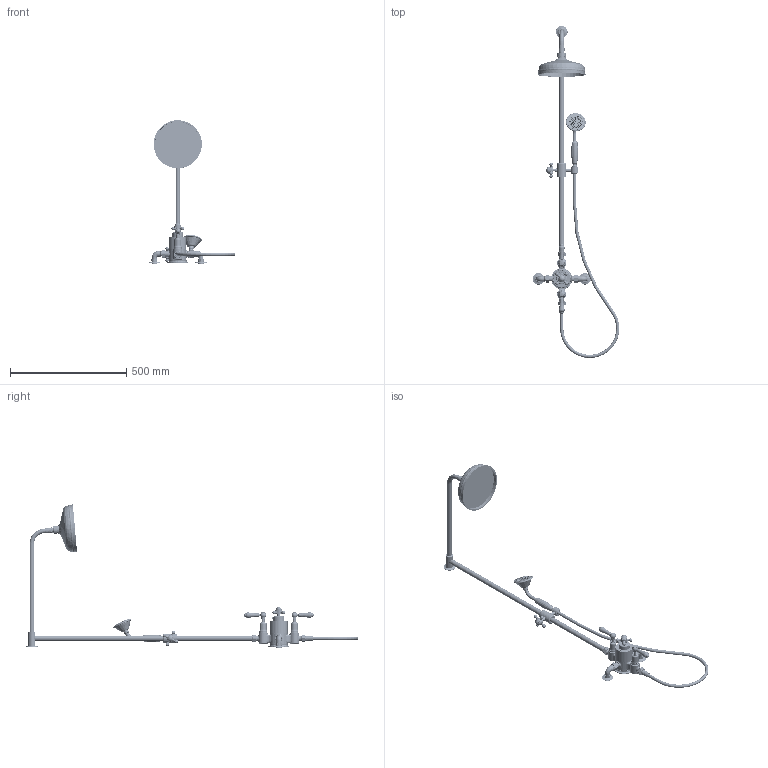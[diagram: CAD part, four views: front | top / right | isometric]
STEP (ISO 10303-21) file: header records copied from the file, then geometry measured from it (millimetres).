
FILE_DESCRIPTION (( 'STEP AP214' ), '1' );
FILE_NAME ('SD190-7003.STP', '2023-08-26T03:09:21', ( 'Windows User' ), ( 'P R C' ), 'SwSTEP 2.0', 'SolidWorks 2023', '' );
FILE_SCHEMA (( 'AUTOMOTIVE_DESIGN' ));
Length unit declared in the file: millimetre
Products named in the file (63): 紫铜圈; 六角帽; 固定套; SD10122160326快开阀芯; 陶瓷2; 十字手轮3; 橡胶垫片; 墙罩1; 六角帽3; 压帽盖; 压  帽 SD10152150100; 主体; 恒温阀芯定位塑料件 SD10152183700; 支架1; PVC软管; HANDLSHOWER-01.stp; 手柄帽; 顶喷; 压帽盖3; 加高齿3; 加高齿 2; HANDLSHOWER.stp; 定帽; 15止回阀; M4X45; 陶瓷3; 压帽1; 弯接头; 加高齿; 手柄杆; 六角帽2; 堵头; 保护套; 主体接套; handshoer.stp; 按钮; HANDLSHOWER-02.stp; 陶瓷; 底座; 连接头1 ...
Assembly tree (89 placements, depth 4):
  SD190-7003
    弯管
    固定座
    SD10132182601 进水接头
    直管
    六角帽2
    装配体1
      主体
      白色大流量恒温阀芯 SD10152160418
      SD10122160326快开阀芯  x2
      底座
      恒温阀芯定位塑料件 SD10152183700
      半圆齿套 SD10152182900
      进水接头  x2
      15止回阀  x2
      橡胶垫片  x3
      弯接头  x2
      六角帽  x2
      定帽  x2
      紫铜圈  x2
      锁紧帽  x2
      墙罩1  x2
      快开接套  x2
      加高齿  x2
      压  帽 SD10152150100
      主体接套
      陶瓷
      恒温手轮
      按钮
      M3X20
      加高齿 2
      十字手轮
      手柄杆  x4
      手柄帽  x2
      陶瓷手柄  x2
      连接头  x2
      堵头  x2
      陶瓷2
      压帽盖
      压帽1
      M4X45  x3
      M6X65  x2
      手柄连接头3  x2
    六角帽3
    固定套
    加高齿3
    十字手轮3
    手柄杆3  x4
    陶瓷3
    压帽盖3
    压帽4
    保护套
    连接头1
    支架1
    塑料保护套
    14X9X1.5
    顶喷
    古典手持花洒
      handshoer.stp
        HANDLSHOWER.stp
Bounding box: 372.42 x 1425.19 x 616.31 mm (x, y, z)
Volume: 2258608.4 mm3; surface area: 789526.3 mm2
Topology: 96 solids, 98 shells, 4990 faces, 11890 edges, 7430 vertices
Faces by surface type: cylinder 1701, plane 1494, cone 756, bspline 534, torus 454, sphere 51
Entity records: 152242 total; most frequent: CARTESIAN_POINT 56166, ORIENTED_EDGE 19600, DIRECTION 19474, EDGE_CURVE 9800, AXIS2_PLACEMENT_3D 7863, VERTEX_POINT 6160, EDGE_LOOP 4636, CIRCLE 4171
